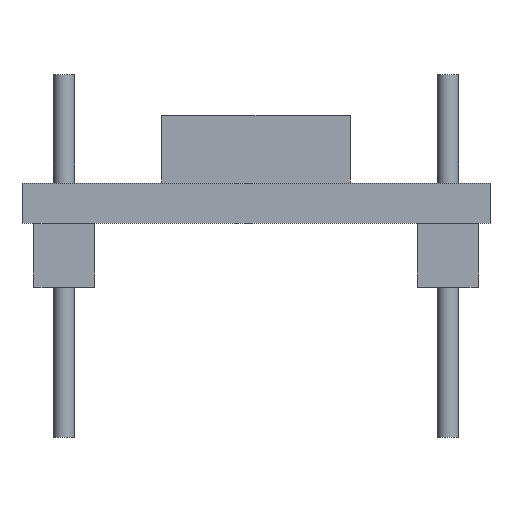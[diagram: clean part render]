
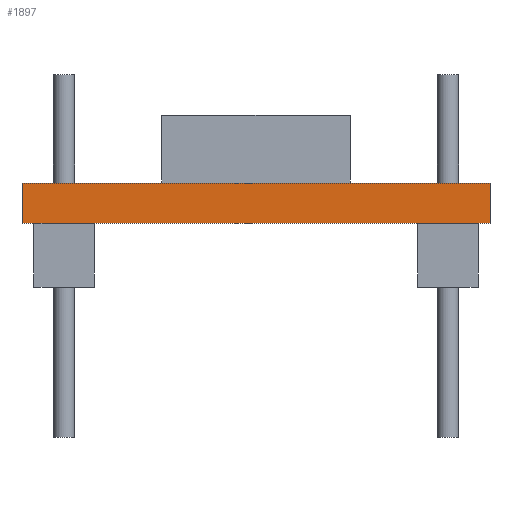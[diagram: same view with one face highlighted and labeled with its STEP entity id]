
A CAD part, front view. The second image highlights one B-rep face of the part: STEP entity #1897.
In plain terms, the highlighted planar face has unit normal (0, -1, 0).
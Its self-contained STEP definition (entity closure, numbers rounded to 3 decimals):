
#155=PLANE('',#2173);
#297=FACE_OUTER_BOUND('',#469,.T.);
#469=EDGE_LOOP('',(#1641,#1642,#1643,#1644));
#611=LINE('',#3332,#723);
#612=LINE('',#3335,#724);
#613=LINE('',#3337,#725);
#614=LINE('',#3338,#726);
#723=VECTOR('',#2801,10.);
#724=VECTOR('',#2804,10.);
#725=VECTOR('',#2805,10.);
#726=VECTOR('',#2806,10.);
#999=VERTEX_POINT('',#3328);
#1000=VERTEX_POINT('',#3330);
#1001=VERTEX_POINT('',#3334);
#1002=VERTEX_POINT('',#3336);
#1229=EDGE_CURVE('',#999,#1000,#611,.T.);
#1230=EDGE_CURVE('',#1001,#999,#612,.T.);
#1231=EDGE_CURVE('',#1002,#1000,#613,.T.);
#1232=EDGE_CURVE('',#1001,#1002,#614,.T.);
#1641=ORIENTED_EDGE('',*,*,#1230,.T.);
#1642=ORIENTED_EDGE('',*,*,#1229,.T.);
#1643=ORIENTED_EDGE('',*,*,#1231,.F.);
#1644=ORIENTED_EDGE('',*,*,#1232,.F.);
#1897=ADVANCED_FACE('',(#297),#155,.T.);
#2173=AXIS2_PLACEMENT_3D('',#3333,#2802,#2803);
#2801=DIRECTION('',(0.,0.,1.));
#2802=DIRECTION('center_axis',(0.,-1.,0.));
#2803=DIRECTION('ref_axis',(1.,0.,0.));
#2804=DIRECTION('',(1.,0.,0.));
#2805=DIRECTION('',(1.,0.,0.));
#2806=DIRECTION('',(0.,0.,1.));
#3328=CARTESIAN_POINT('',(18.6,0.,0.));
#3330=CARTESIAN_POINT('',(18.6,0.,1.6));
#3332=CARTESIAN_POINT('',(18.6,0.,0.));
#3333=CARTESIAN_POINT('Origin',(0.,0.,0.));
#3334=CARTESIAN_POINT('',(0.,0.,0.));
#3335=CARTESIAN_POINT('',(0.,0.,0.));
#3336=CARTESIAN_POINT('',(0.,0.,1.6));
#3337=CARTESIAN_POINT('',(0.,0.,1.6));
#3338=CARTESIAN_POINT('',(0.,0.,0.));
